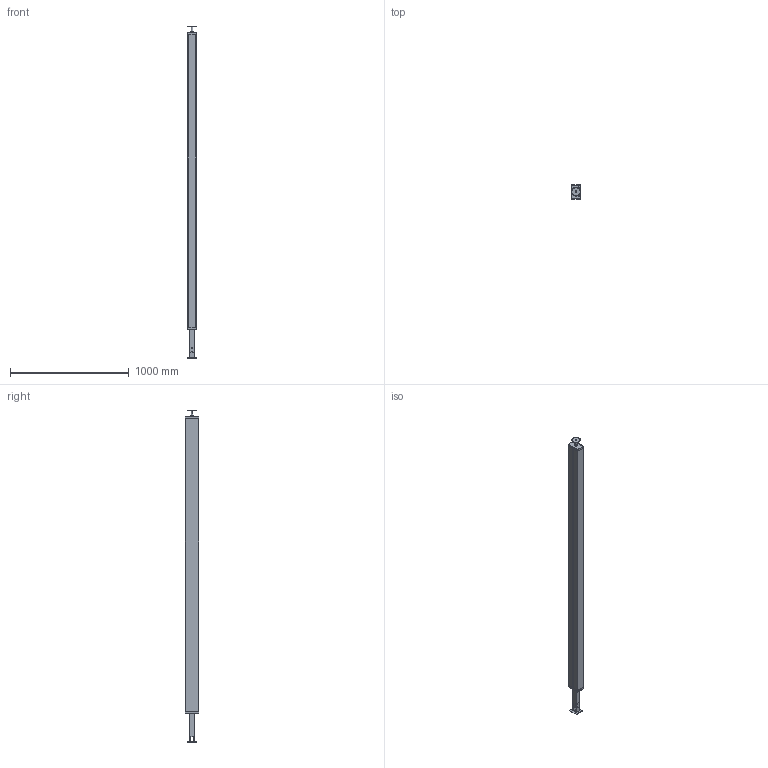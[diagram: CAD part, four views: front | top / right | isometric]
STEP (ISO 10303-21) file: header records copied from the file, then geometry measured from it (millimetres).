
FILE_DESCRIPTION(/* description */ (''),/* implementation_level */ '2;1');
FILE_NAME(/* name */ '6286530',/* time_stamp */ '2016-01-11T09:50:06+01:00',/* author */ (''),/* organization */ (''),/* preprocessor_version */ 'ST-DEVELOPER v15',/* originating_system */ '',/* authorisation */ '');
FILE_SCHEMA (('CONFIG_CONTROL_DESIGN'));
Length unit declared in the file: millimetre
Products named in the file (2): Document; Block 02
Assembly tree (1 placements, depth 2):
  Document
    Block 02
Bounding box: 75.3 x 114.5 x 2799.2 mm (x, y, z)
Volume: 966181 mm3; surface area: 3183690.3 mm2
Topology: 16 solids, 17 shells, 444 faces, 1030 edges, 632 vertices
Faces by surface type: plane 264, bspline 180
Entity records: 14818 total; most frequent: CARTESIAN_POINT 7921, ORIENTED_EDGE 2052, EDGE_CURVE 1030, B_SPLINE_CURVE_WITH_KNOTS 730, VERTEX_POINT 632, EDGE_LOOP 492, ADVANCED_FACE 444, FACE_OUTER_BOUND 444
